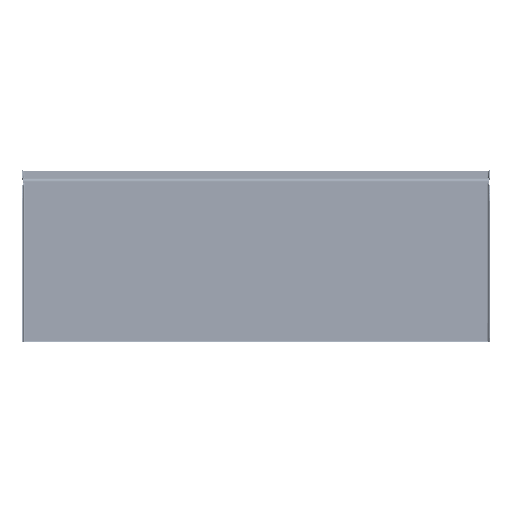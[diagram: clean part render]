
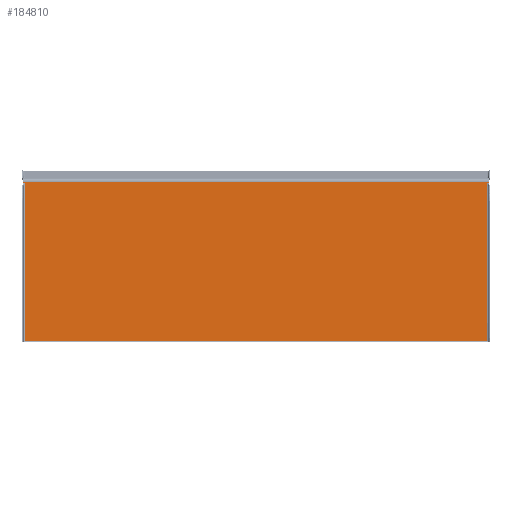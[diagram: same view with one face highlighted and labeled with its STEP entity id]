
A CAD part, top view. The second image highlights one B-rep face of the part: STEP entity #184810.
In plain terms, the highlighted planar face has unit normal (0, 0.018, 1).
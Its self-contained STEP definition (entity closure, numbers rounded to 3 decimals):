
#2464 = CARTESIAN_POINT ( 'NONE',  ( -8.303, 16.397, 16.294 ) ) ;
#2593 = LINE ( 'NONE', #36223, #239387 ) ;
#3010 = CARTESIAN_POINT ( 'NONE',  ( 51.117, 16.329, 16.295 ) ) ;
#6363 = VECTOR ( 'NONE', #147716, 39.37 ) ;
#6646 = CARTESIAN_POINT ( 'NONE',  ( 51.245, 16.395, 16.294 ) ) ;
#13794 = VERTEX_POINT ( 'NONE', #136468 ) ;
#14031 = VERTEX_POINT ( 'NONE', #168224 ) ;
#25764 = LINE ( 'NONE', #203744, #202101 ) ;
#25801 = DIRECTION ( 'NONE',  ( 0., 1., -0.017 ) ) ;
#26908 = AXIS2_PLACEMENT_3D ( 'NONE', #318573, #84474, #119995 ) ;
#27464 = CARTESIAN_POINT ( 'NONE',  ( -8.132, -3.854, 16.648 ) ) ;
#33377 = CARTESIAN_POINT ( 'NONE',  ( 0., 16.5, 16.293 ) ) ;
#33950 = EDGE_CURVE ( 'NONE', #142165, #13794, #218958, .T. ) ;
#36223 = CARTESIAN_POINT ( 'NONE',  ( -8.416, 18.096, 16.265 ) ) ;
#38066 = DIRECTION ( 'NONE',  ( 0., -1., 0.017 ) ) ;
#38366 = EDGE_LOOP ( 'NONE', ( #96754, #353039, #57598, #346562, #175704, #260787, #316502, #214430, #162613, #208506 ) ) ;
#41302 = VECTOR ( 'NONE', #105498, 39.37 ) ;
#47334 = CARTESIAN_POINT ( 'NONE',  ( -8.132, 0.289, 16.575 ) ) ;
#57387 = CARTESIAN_POINT ( 'NONE',  ( -8.132, 16.316, 16.296 ) ) ;
#57598 = ORIENTED_EDGE ( 'NONE', *, *, #270242, .F. ) ;
#59234 = CARTESIAN_POINT ( 'NONE',  ( 51.213, 16.388, 16.294 ) ) ;
#61004 = VERTEX_POINT ( 'NONE', #57387 ) ;
#61090 = CARTESIAN_POINT ( 'NONE',  ( 51.198, 16.384, 16.295 ) ) ;
#62974 = EDGE_CURVE ( 'NONE', #14031, #132729, #25764, .T. ) ;
#64787 = CARTESIAN_POINT ( 'NONE',  ( 51.153, 16.362, 16.295 ) ) ;
#65340 = VECTOR ( 'NONE', #186575, 39.37 ) ;
#84474 = DIRECTION ( 'NONE',  ( 0., 0.017, 1. ) ) ;
#85942 = DIRECTION ( 'NONE',  ( -1., 0., 0. ) ) ;
#86915 = CARTESIAN_POINT ( 'NONE',  ( -8.178, 16.362, 16.295 ) ) ;
#96754 = ORIENTED_EDGE ( 'NONE', *, *, #117626, .T. ) ;
#105498 = DIRECTION ( 'NONE',  ( 0., 1., -0.017 ) ) ;
#115840 = VERTEX_POINT ( 'NONE', #155481 ) ;
#116249 = EDGE_CURVE ( 'NONE', #13794, #115840, #203929, .T. ) ;
#117626 = EDGE_CURVE ( 'NONE', #115840, #321096, #2593, .T. ) ;
#118139 = FACE_OUTER_BOUND ( 'NONE', #38366, .T. ) ;
#119234 = CARTESIAN_POINT ( 'NONE',  ( 51.167, 16.371, 16.295 ) ) ;
#119488 = EDGE_CURVE ( 'NONE', #142165, #352097, #194639, .T. ) ;
#119995 = DIRECTION ( 'NONE',  ( 0., -1., 0.017 ) ) ;
#121416 = CARTESIAN_POINT ( 'NONE',  ( 0., -3.854, 16.648 ) ) ;
#122404 = CARTESIAN_POINT ( 'NONE',  ( -8.141, 16.33, 16.295 ) ) ;
#130072 = CARTESIAN_POINT ( 'NONE',  ( 51.391, 16.397, 16.294 ) ) ;
#132729 = VERTEX_POINT ( 'NONE', #355582 ) ;
#136468 = CARTESIAN_POINT ( 'NONE',  ( 51.391, 16.5, 16.293 ) ) ;
#137792 = VECTOR ( 'NONE', #85942, 39.37 ) ;
#142165 = VERTEX_POINT ( 'NONE', #130072 ) ;
#143983 = CARTESIAN_POINT ( 'NONE',  ( 51.231, 16.397, 16.294 ) ) ;
#144920 = CARTESIAN_POINT ( 'NONE',  ( -8.223, 16.384, 16.295 ) ) ;
#147716 = DIRECTION ( 'NONE',  ( -1., 0., 0. ) ) ;
#148583 = CARTESIAN_POINT ( 'NONE',  ( -8.192, 16.371, 16.295 ) ) ;
#149123 = CARTESIAN_POINT ( 'NONE',  ( 51.261, 16.397, 16.294 ) ) ;
#155481 = CARTESIAN_POINT ( 'NONE',  ( -8.416, 16.5, 16.293 ) ) ;
#159216 = EDGE_CURVE ( 'NONE', #266706, #61004, #304118, .T. ) ;
#162613 = ORIENTED_EDGE ( 'NONE', *, *, #33950, .T. ) ;
#164213 = EDGE_CURVE ( 'NONE', #132729, #266706, #263748, .T. ) ;
#168224 = CARTESIAN_POINT ( 'NONE',  ( 51.107, 16.316, 16.296 ) ) ;
#168672 = VECTOR ( 'NONE', #235644, 39.37 ) ;
#174883 = CARTESIAN_POINT ( 'NONE',  ( -8.132, 16.316, 16.296 ) ) ;
#175472 = CARTESIAN_POINT ( 'NONE',  ( -8.416, 16.397, 16.294 ) ) ;
#175704 = ORIENTED_EDGE ( 'NONE', *, *, #164213, .F. ) ;
#176191 = B_SPLINE_CURVE_WITH_KNOTS ( 'NONE', 3,
 ( #315994, #149123, #6646, #300303, #59234, #61090, #177269, #119234, #64787, #205338, #328366, #259748, #3010, #270295, #263429, #214069 ),
 .UNSPECIFIED., .F., .F.,
 ( 4, 2, 2, 2, 2, 2, 2, 4 ),
 ( 0., 0.001, 0.002, 0.002, 0.004, 0.004, 0.005, 0.005 ),
 .UNSPECIFIED. ) ;
#177269 = CARTESIAN_POINT ( 'NONE',  ( 51.19, 16.381, 16.295 ) ) ;
#184810 = ADVANCED_FACE ( 'NONE', ( #118139 ), #232390, .T. ) ;
#186575 = DIRECTION ( 'NONE',  ( -1., 0., 0. ) ) ;
#194639 = LINE ( 'NONE', #143983, #137792 ) ;
#202101 = VECTOR ( 'NONE', #230043, 39.37 ) ;
#203744 = CARTESIAN_POINT ( 'NONE',  ( 51.107, 0.289, 16.575 ) ) ;
#203929 = LINE ( 'NONE', #33377, #6363 ) ;
#205338 = CARTESIAN_POINT ( 'NONE',  ( 51.134, 16.347, 16.295 ) ) ;
#207899 = CARTESIAN_POINT ( 'NONE',  ( -8.303, 16.397, 16.294 ) ) ;
#208506 = ORIENTED_EDGE ( 'NONE', *, *, #116249, .T. ) ;
#214069 = CARTESIAN_POINT ( 'NONE',  ( 51.107, 16.316, 16.296 ) ) ;
#214430 = ORIENTED_EDGE ( 'NONE', *, *, #119488, .F. ) ;
#218958 = LINE ( 'NONE', #277022, #260276 ) ;
#229252 = CARTESIAN_POINT ( 'NONE',  ( -8.153, 16.342, 16.295 ) ) ;
#230043 = DIRECTION ( 'NONE',  ( 0., -1., 0.017 ) ) ;
#231123 = EDGE_CURVE ( 'NONE', #352097, #14031, #176191, .T. ) ;
#232390 = PLANE ( 'NONE',  #26908 ) ;
#234783 = CARTESIAN_POINT ( 'NONE',  ( -8.27, 16.395, 16.294 ) ) ;
#235644 = DIRECTION ( 'NONE',  ( -1., 0., 0. ) ) ;
#239387 = VECTOR ( 'NONE', #38066, 39.37 ) ;
#240979 = LINE ( 'NONE', #325335, #65340 ) ;
#259195 = CARTESIAN_POINT ( 'NONE',  ( -8.238, 16.389, 16.294 ) ) ;
#259748 = CARTESIAN_POINT ( 'NONE',  ( 51.12, 16.332, 16.295 ) ) ;
#260276 = VECTOR ( 'NONE', #25801, 39.37 ) ;
#260787 = ORIENTED_EDGE ( 'NONE', *, *, #62974, .F. ) ;
#263429 = CARTESIAN_POINT ( 'NONE',  ( 51.109, 16.319, 16.296 ) ) ;
#263748 = LINE ( 'NONE', #121416, #168672 ) ;
#266706 = VERTEX_POINT ( 'NONE', #27464 ) ;
#268369 = VERTEX_POINT ( 'NONE', #207899 ) ;
#270242 = EDGE_CURVE ( 'NONE', #61004, #268369, #359487, .T. ) ;
#270295 = CARTESIAN_POINT ( 'NONE',  ( 51.112, 16.323, 16.296 ) ) ;
#277022 = CARTESIAN_POINT ( 'NONE',  ( 51.391, -4.057, 16.651 ) ) ;
#300303 = CARTESIAN_POINT ( 'NONE',  ( 51.221, 16.39, 16.294 ) ) ;
#304118 = LINE ( 'NONE', #47334, #41302 ) ;
#315462 = CARTESIAN_POINT ( 'NONE',  ( -8.286, 16.397, 16.294 ) ) ;
#315994 = CARTESIAN_POINT ( 'NONE',  ( 51.278, 16.397, 16.294 ) ) ;
#316502 = ORIENTED_EDGE ( 'NONE', *, *, #231123, .F. ) ;
#318573 = CARTESIAN_POINT ( 'NONE',  ( 0., 0.289, 16.575 ) ) ;
#321096 = VERTEX_POINT ( 'NONE', #175472 ) ;
#324865 = EDGE_CURVE ( 'NONE', #268369, #321096, #240979, .T. ) ;
#325335 = CARTESIAN_POINT ( 'NONE',  ( -8.416, 16.397, 16.294 ) ) ;
#328366 = CARTESIAN_POINT ( 'NONE',  ( 51.128, 16.341, 16.295 ) ) ;
#333986 = CARTESIAN_POINT ( 'NONE',  ( 51.278, 16.397, 16.294 ) ) ;
#346562 = ORIENTED_EDGE ( 'NONE', *, *, #159216, .F. ) ;
#352097 = VERTEX_POINT ( 'NONE', #333986 ) ;
#353039 = ORIENTED_EDGE ( 'NONE', *, *, #324865, .F. ) ;
#355582 = CARTESIAN_POINT ( 'NONE',  ( 51.107, -3.854, 16.648 ) ) ;
#359487 = B_SPLINE_CURVE_WITH_KNOTS ( 'NONE', 3,
 ( #174883, #122404, #229252, #86915, #148583, #144920, #259195, #234783, #315462, #2464 ),
 .UNSPECIFIED., .F., .F.,
 ( 4, 2, 2, 2, 4 ),
 ( 0., 0.001, 0.003, 0.004, 0.005 ),
 .UNSPECIFIED. ) ;
